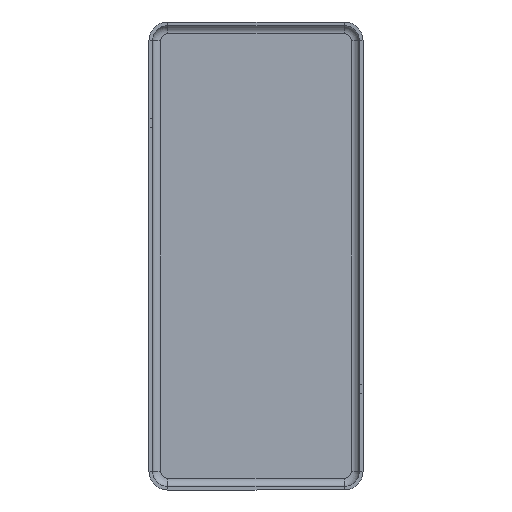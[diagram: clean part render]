
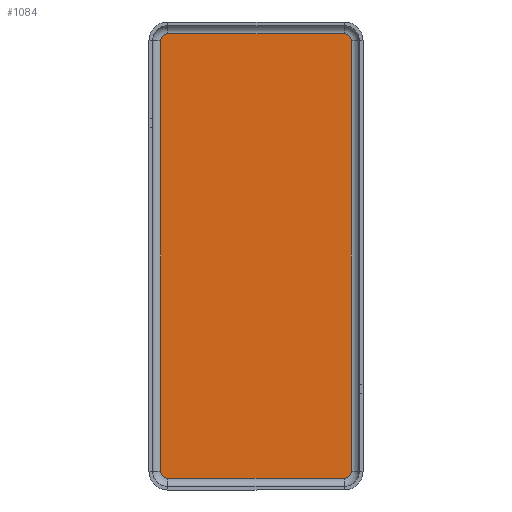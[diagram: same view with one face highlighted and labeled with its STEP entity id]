
A CAD part, front view. The second image highlights one B-rep face of the part: STEP entity #1084.
In plain terms, the highlighted planar face has unit normal (0, -1, 0).
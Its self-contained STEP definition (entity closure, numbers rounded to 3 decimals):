
#57 = EDGE_LOOP ( 'NONE', ( #1392, #642, #1424, #1022, #636, #95, #1382, #907 ) ) ;
#70 = DIRECTION ( 'NONE',  ( 0., 0., -1. ) ) ;
#77 = LINE ( 'NONE', #336, #919 ) ;
#84 = CARTESIAN_POINT ( 'NONE',  ( 7.55, -0.3, 18.4 ) ) ;
#95 = ORIENTED_EDGE ( 'NONE', *, *, #366, .F. ) ;
#98 = CARTESIAN_POINT ( 'NONE',  ( 7.55, -0.3, 19. ) ) ;
#101 = DIRECTION ( 'NONE',  ( 0., 0., 1. ) ) ;
#145 = AXIS2_PLACEMENT_3D ( 'NONE', #903, #347, #897 ) ;
#163 = DIRECTION ( 'NONE',  ( 0., 0., 1. ) ) ;
#226 = CARTESIAN_POINT ( 'NONE',  ( 8.15, -0.3, -18.4 ) ) ;
#257 = EDGE_CURVE ( 'NONE', #887, #1170, #835, .T. ) ;
#336 = CARTESIAN_POINT ( 'NONE',  ( 7.55, -0.3, -19. ) ) ;
#346 = CARTESIAN_POINT ( 'NONE',  ( -7.55, -0.3, -19. ) ) ;
#347 = DIRECTION ( 'NONE',  ( 0., 1., 0. ) ) ;
#358 = LINE ( 'NONE', #796, #655 ) ;
#361 = CARTESIAN_POINT ( 'NONE',  ( -7.55, -0.3, 19. ) ) ;
#366 = EDGE_CURVE ( 'NONE', #1319, #1305, #77, .T. ) ;
#466 = DIRECTION ( 'NONE',  ( 0., 0., 1. ) ) ;
#468 = CARTESIAN_POINT ( 'NONE',  ( 7.55, -0.3, -19. ) ) ;
#497 = EDGE_CURVE ( 'NONE', #1239, #1319, #1232, .T. ) ;
#499 = CARTESIAN_POINT ( 'NONE',  ( -7.55, -0.3, 18.4 ) ) ;
#501 = EDGE_CURVE ( 'NONE', #1170, #1007, #917, .T. ) ;
#538 = EDGE_CURVE ( 'NONE', #914, #887, #358, .T. ) ;
#557 = LINE ( 'NONE', #859, #813 ) ;
#636 = ORIENTED_EDGE ( 'NONE', *, *, #890, .F. ) ;
#637 = CARTESIAN_POINT ( 'NONE',  ( -7.55, -0.3, -18.4 ) ) ;
#641 = AXIS2_PLACEMENT_3D ( 'NONE', #84, #963, #70 ) ;
#642 = ORIENTED_EDGE ( 'NONE', *, *, #501, .F. ) ;
#655 = VECTOR ( 'NONE', #466, 1000. ) ;
#664 = CARTESIAN_POINT ( 'NONE',  ( -7.55, -0.3, 19. ) ) ;
#673 = FACE_OUTER_BOUND ( 'NONE', #57, .T. ) ;
#796 = CARTESIAN_POINT ( 'NONE',  ( -8.15, -0.3, -18.4 ) ) ;
#807 = AXIS2_PLACEMENT_3D ( 'NONE', #499, #1372, #163 ) ;
#813 = VECTOR ( 'NONE', #1059, 1000. ) ;
#835 = CIRCLE ( 'NONE', #807, 0.6 ) ;
#840 = PLANE ( 'NONE',  #641 ) ;
#859 = CARTESIAN_POINT ( 'NONE',  ( 8.15, -0.3, 18.4 ) ) ;
#887 = VERTEX_POINT ( 'NONE', #979 ) ;
#890 = EDGE_CURVE ( 'NONE', #1305, #914, #976, .T. ) ;
#897 = DIRECTION ( 'NONE',  ( 0., 0., 1. ) ) ;
#902 = VECTOR ( 'NONE', #1006, 1000. ) ;
#903 = CARTESIAN_POINT ( 'NONE',  ( 7.55, -0.3, -18.4 ) ) ;
#907 = ORIENTED_EDGE ( 'NONE', *, *, #1089, .F. ) ;
#912 = AXIS2_PLACEMENT_3D ( 'NONE', #637, #1410, #1400 ) ;
#914 = VERTEX_POINT ( 'NONE', #1407 ) ;
#917 = LINE ( 'NONE', #361, #902 ) ;
#919 = VECTOR ( 'NONE', #1216, 1000. ) ;
#939 = EDGE_CURVE ( 'NONE', #1007, #1112, #1437, .T. ) ;
#963 = DIRECTION ( 'NONE',  ( 0., -1., 0. ) ) ;
#976 = CIRCLE ( 'NONE', #912, 0.6 ) ;
#979 = CARTESIAN_POINT ( 'NONE',  ( -8.15, -0.3, 18.4 ) ) ;
#1006 = DIRECTION ( 'NONE',  ( 1., 0., 0. ) ) ;
#1007 = VERTEX_POINT ( 'NONE', #98 ) ;
#1022 = ORIENTED_EDGE ( 'NONE', *, *, #538, .F. ) ;
#1059 = DIRECTION ( 'NONE',  ( 0., 0., -1. ) ) ;
#1069 = AXIS2_PLACEMENT_3D ( 'NONE', #1294, #1393, #101 ) ;
#1084 = ADVANCED_FACE ( 'NONE', ( #673 ), #840, .T. ) ;
#1089 = EDGE_CURVE ( 'NONE', #1112, #1239, #557, .T. ) ;
#1112 = VERTEX_POINT ( 'NONE', #1292 ) ;
#1170 = VERTEX_POINT ( 'NONE', #664 ) ;
#1216 = DIRECTION ( 'NONE',  ( -1., 0., 0. ) ) ;
#1232 = CIRCLE ( 'NONE', #145, 0.6 ) ;
#1239 = VERTEX_POINT ( 'NONE', #226 ) ;
#1292 = CARTESIAN_POINT ( 'NONE',  ( 8.15, -0.3, 18.4 ) ) ;
#1294 = CARTESIAN_POINT ( 'NONE',  ( 7.55, -0.3, 18.4 ) ) ;
#1305 = VERTEX_POINT ( 'NONE', #346 ) ;
#1319 = VERTEX_POINT ( 'NONE', #468 ) ;
#1372 = DIRECTION ( 'NONE',  ( 0., 1., 0. ) ) ;
#1382 = ORIENTED_EDGE ( 'NONE', *, *, #497, .F. ) ;
#1392 = ORIENTED_EDGE ( 'NONE', *, *, #939, .F. ) ;
#1393 = DIRECTION ( 'NONE',  ( 0., 1., 0. ) ) ;
#1400 = DIRECTION ( 'NONE',  ( 0., 0., 1. ) ) ;
#1407 = CARTESIAN_POINT ( 'NONE',  ( -8.15, -0.3, -18.4 ) ) ;
#1410 = DIRECTION ( 'NONE',  ( 0., 1., 0. ) ) ;
#1424 = ORIENTED_EDGE ( 'NONE', *, *, #257, .F. ) ;
#1437 = CIRCLE ( 'NONE', #1069, 0.6 ) ;
